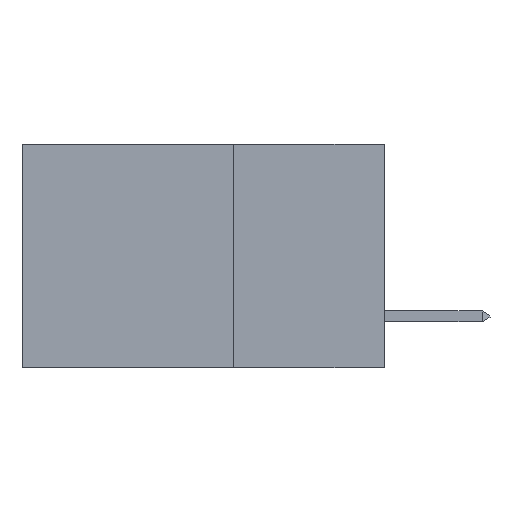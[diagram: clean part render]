
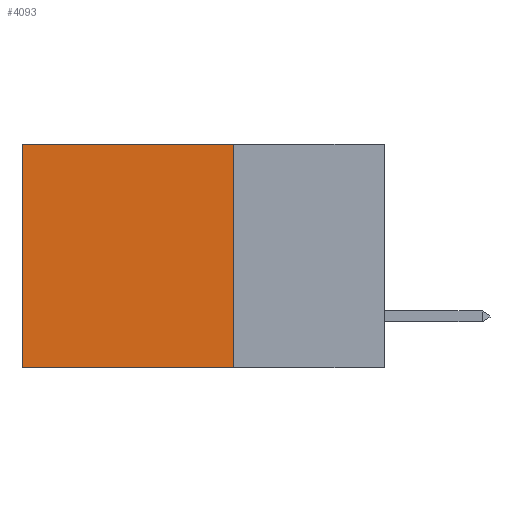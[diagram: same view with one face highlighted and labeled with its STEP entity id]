
A CAD part, left-side view. The second image highlights one B-rep face of the part: STEP entity #4093.
In plain terms, the highlighted planar face has unit normal (-1, 0, 0).
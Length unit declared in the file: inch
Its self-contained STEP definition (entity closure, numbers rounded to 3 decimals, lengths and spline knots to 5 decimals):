
#678 = DIRECTION ( 'NONE',  ( 0., 0., -1. ) ) ;
#776 = ORIENTED_EDGE ( 'NONE', *, *, #7090, .F. ) ;
#780 = PLANE ( 'NONE',  #8293 ) ;
#1518 = LINE ( 'NONE', #16304, #3568 ) ;
#1881 = LINE ( 'NONE', #3864, #7463 ) ;
#1997 = VECTOR ( 'NONE', #5977, 39.37008 ) ;
#2688 = VERTEX_POINT ( 'NONE', #9951 ) ;
#3315 = ORIENTED_EDGE ( 'NONE', *, *, #12332, .T. ) ;
#3568 = VECTOR ( 'NONE', #8553, 39.37008 ) ;
#3709 = DIRECTION ( 'NONE',  ( 1., 0., 0. ) ) ;
#3864 = CARTESIAN_POINT ( 'NONE',  ( 0.2875, 0.6, 0. ) ) ;
#4093 = ADVANCED_FACE ( 'NONE', ( #8891 ), #780, .F. ) ;
#4094 = ORIENTED_EDGE ( 'NONE', *, *, #10772, .T. ) ;
#5540 = ORIENTED_EDGE ( 'NONE', *, *, #16351, .F. ) ;
#5977 = DIRECTION ( 'NONE',  ( 0., 1., 0. ) ) ;
#6065 = CARTESIAN_POINT ( 'NONE',  ( 0.2875, 0.25, 0. ) ) ;
#7090 = EDGE_CURVE ( 'NONE', #15738, #9803, #15307, .T. ) ;
#7463 = VECTOR ( 'NONE', #12110, 39.37008 ) ;
#8293 = AXIS2_PLACEMENT_3D ( 'NONE', #11558, #3709, #12877 ) ;
#8452 = VERTEX_POINT ( 'NONE', #8456 ) ;
#8456 = CARTESIAN_POINT ( 'NONE',  ( 0.2875, 0.6, 0. ) ) ;
#8553 = DIRECTION ( 'NONE',  ( 0., 1., 0. ) ) ;
#8891 = FACE_OUTER_BOUND ( 'NONE', #15083, .T. ) ;
#9201 = CARTESIAN_POINT ( 'NONE',  ( 0.2875, 0.6, -0.37 ) ) ;
#9803 = VERTEX_POINT ( 'NONE', #9201 ) ;
#9951 = CARTESIAN_POINT ( 'NONE',  ( 0.2875, 0.25, 0. ) ) ;
#10772 = EDGE_CURVE ( 'NONE', #2688, #8452, #1518, .T. ) ;
#11558 = CARTESIAN_POINT ( 'NONE',  ( 0.2875, 0.25, 0. ) ) ;
#12110 = DIRECTION ( 'NONE',  ( 0., 0., -1. ) ) ;
#12196 = LINE ( 'NONE', #6065, #15248 ) ;
#12332 = EDGE_CURVE ( 'NONE', #8452, #9803, #1881, .T. ) ;
#12485 = CARTESIAN_POINT ( 'NONE',  ( 0.2875, 0.25, -0.37 ) ) ;
#12877 = DIRECTION ( 'NONE',  ( 0., 0., -1. ) ) ;
#13684 = CARTESIAN_POINT ( 'NONE',  ( 0.2875, 0.25, -0.37 ) ) ;
#15083 = EDGE_LOOP ( 'NONE', ( #3315, #776, #5540, #4094 ) ) ;
#15248 = VECTOR ( 'NONE', #678, 39.37008 ) ;
#15307 = LINE ( 'NONE', #12485, #1997 ) ;
#15738 = VERTEX_POINT ( 'NONE', #13684 ) ;
#16304 = CARTESIAN_POINT ( 'NONE',  ( 0.2875, 0.25, 0. ) ) ;
#16351 = EDGE_CURVE ( 'NONE', #2688, #15738, #12196, .T. ) ;
